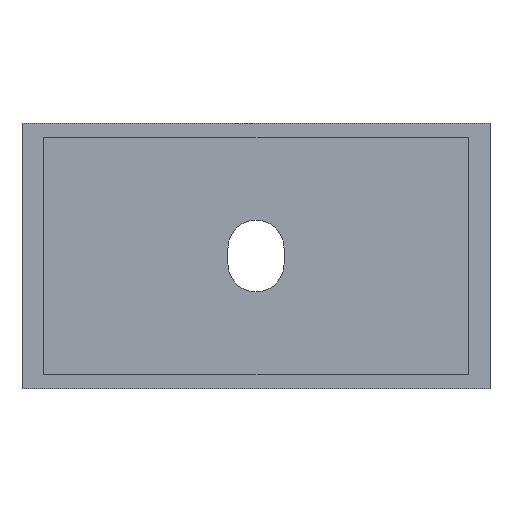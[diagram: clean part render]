
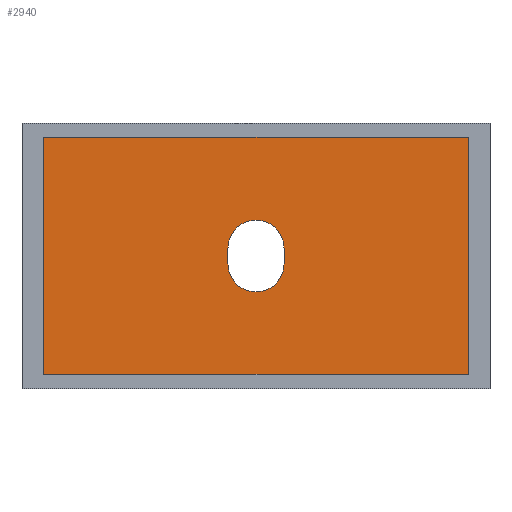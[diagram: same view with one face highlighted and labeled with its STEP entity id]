
A CAD part, top view. The second image highlights one B-rep face of the part: STEP entity #2940.
In plain terms, the highlighted planar face has unit normal (0, 0, 1).
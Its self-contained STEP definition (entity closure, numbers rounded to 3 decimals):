
#2190=CARTESIAN_POINT('',(0.,0.,-4.5));
#2200=DIRECTION('',(0.,0.,1.));
#2210=DIRECTION('',(1.,0.,0.));
#2220=AXIS2_PLACEMENT_3D('',#2190,#2200,#2210);
#2230=PLANE('',#2220);
#2240=CARTESIAN_POINT('',(34.591,30.1,-4.5));
#2250=DIRECTION('',(1.,0.,0.));
#2260=VECTOR('',#2250,1.);
#2270=LINE('',#2240,#2260);
#2280=CARTESIAN_POINT('',(34.591,30.1,-4.5));
#2290=VERTEX_POINT('',#2280);
#2300=CARTESIAN_POINT('',(61.791,30.1,-4.5));
#2310=VERTEX_POINT('',#2300);
#2320=EDGE_CURVE('',#2290,#2310,#2270,.T.);
#2330=ORIENTED_EDGE('',*,*,#2320,.F.);
#2340=CARTESIAN_POINT('',(61.791,30.1,-4.5));
#2350=DIRECTION('',(0.,-1.,0.));
#2360=VECTOR('',#2350,1.);
#2370=LINE('',#2340,#2360);
#2380=CARTESIAN_POINT('',(61.791,14.9,-4.5));
#2390=VERTEX_POINT('',#2380);
#2400=EDGE_CURVE('',#2310,#2390,#2370,.T.);
#2410=ORIENTED_EDGE('',*,*,#2400,.F.);
#2420=CARTESIAN_POINT('',(61.791,14.9,-4.5));
#2430=DIRECTION('',(-1.,0.,0.));
#2440=VECTOR('',#2430,1.);
#2450=LINE('',#2420,#2440);
#2460=CARTESIAN_POINT('',(34.591,14.9,-4.5));
#2470=VERTEX_POINT('',#2460);
#2480=EDGE_CURVE('',#2390,#2470,#2450,.T.);
#2490=ORIENTED_EDGE('',*,*,#2480,.F.);
#2500=CARTESIAN_POINT('',(34.591,14.9,-4.5));
#2510=DIRECTION('',(0.,1.,0.));
#2520=VECTOR('',#2510,1.);
#2530=LINE('',#2500,#2520);
#2540=EDGE_CURVE('',#2470,#2290,#2530,.T.);
#2550=ORIENTED_EDGE('',*,*,#2540,.F.);
#2560=EDGE_LOOP('',(#2550,#2490,#2410,#2330));
#2570=FACE_OUTER_BOUND('',#2560,.T.);
#2580=CARTESIAN_POINT('',(49.991,0.,-4.5));
#2590=DIRECTION('',(-0.,-1.,0.));
#2600=VECTOR('',#2590,1.);
#2610=LINE('',#2580,#2600);
#2620=CARTESIAN_POINT('',(49.991,23.,-4.5));
#2630=VERTEX_POINT('',#2620);
#2640=CARTESIAN_POINT('',(49.991,22.,-4.5));
#2650=VERTEX_POINT('',#2640);
#2660=EDGE_CURVE('',#2630,#2650,#2610,.T.);
#2670=ORIENTED_EDGE('',*,*,#2660,.T.);
#2680=CARTESIAN_POINT('',(48.191,23.,-4.5));
#2690=DIRECTION('',(0.,0.,1.));
#2700=DIRECTION('',(1.,0.,0.));
#2710=AXIS2_PLACEMENT_3D('',#2680,#2690,#2700);
#2720=CIRCLE('',#2710,1.8);
#2730=CARTESIAN_POINT('',(46.391,23.,-4.5));
#2740=VERTEX_POINT('',#2730);
#2750=EDGE_CURVE('',#2630,#2740,#2720,.T.);
#2760=ORIENTED_EDGE('',*,*,#2750,.F.);
#2770=CARTESIAN_POINT('',(46.391,0.,-4.5));
#2780=DIRECTION('',(-0.,1.,0.));
#2790=VECTOR('',#2780,1.);
#2800=LINE('',#2770,#2790);
#2810=CARTESIAN_POINT('',(46.391,22.,-4.5));
#2820=VERTEX_POINT('',#2810);
#2830=EDGE_CURVE('',#2820,#2740,#2800,.T.);
#2840=ORIENTED_EDGE('',*,*,#2830,.T.);
#2850=CARTESIAN_POINT('',(48.191,22.,-4.5));
#2860=DIRECTION('',(0.,0.,1.));
#2870=DIRECTION('',(1.,0.,0.));
#2880=AXIS2_PLACEMENT_3D('',#2850,#2860,#2870);
#2890=CIRCLE('',#2880,1.8);
#2900=EDGE_CURVE('',#2820,#2650,#2890,.T.);
#2910=ORIENTED_EDGE('',*,*,#2900,.F.);
#2920=EDGE_LOOP('',(#2910,#2840,#2760,#2670));
#2930=FACE_BOUND('',#2920,.T.);
#2940=ADVANCED_FACE('',(#2570,#2930),#2230,.T.);
